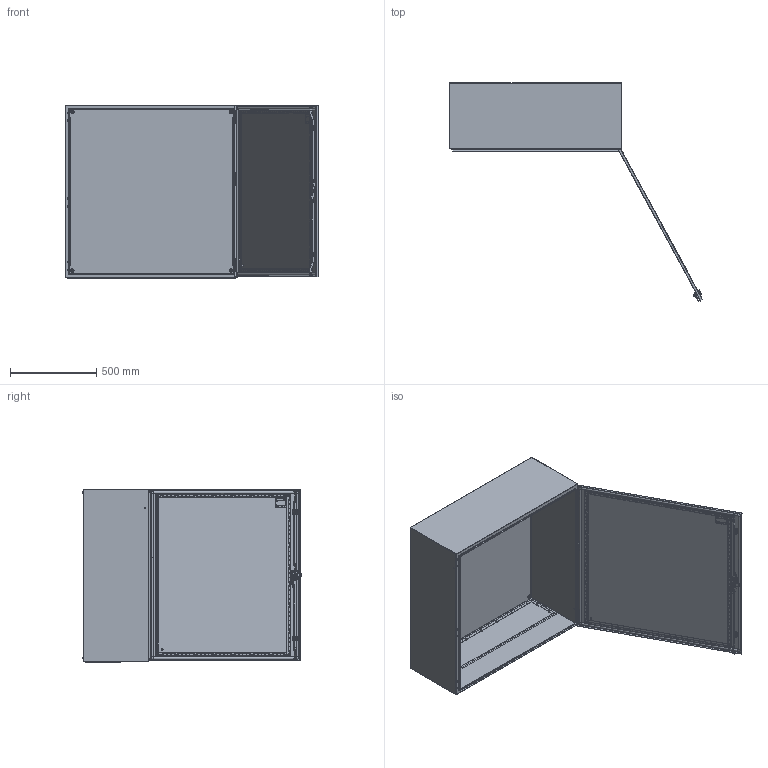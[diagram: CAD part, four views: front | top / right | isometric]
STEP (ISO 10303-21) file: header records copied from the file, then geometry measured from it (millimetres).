
FILE_DESCRIPTION(/* description */ ('Unknown'),/* implementation_level */ '2;1');
FILE_NAME(/* name */ 'GT 100-100-40',/* time_stamp */ '2020-05-06T15:31:10+02:00',/* author */ ('Unknown'),/* organization */ ('Unknown'),/* preprocessor_version */ 'ST-DEVELOPER v16.7',/* originating_system */ 'DEX',/* authorisation */ $);
FILE_SCHEMA (('AUTOMOTIVE_DESIGN {1 0 10303 214 3 1 1}'));
Products named in the file (11): Z這瞠nie58; GT 100-100-40; KOR_GT 100-100-40; Przepust; Zawias; Tuleja; Plyta; Nakretka M8; Zaslepka 6; Zaslepka 10.7; Drzwi
Assembly tree (26 placements, depth 3):
  Z這瞠nie58
    GT 100-100-40
      KOR_GT 100-100-40
      Przepust
      Zawias  x3
      Tuleja  x4
      Plyta
      Nakretka M8  x4
      Zaslepka 6  x6
      Zaslepka 10.7  x4
      Drzwi
Bounding box: 1468.94 x 1267.79 x 1008.44 mm (x, y, z)
Volume: 7592915.7 mm3; surface area: 10008394.2 mm2
Topology: 67 solids, 67 shells, 3420 faces, 8514 edges, 5527 vertices
Faces by surface type: plane 1812, cylinder 1216, bspline 135, torus 117, cone 92, sphere 48
Full cylindrical faces by diameter (mm): 0.4 x3, 3.1 x3, 3.2 x2, 3.5 x20, 3.8 x2, 3.95 x9, 4 x170, 4.134 x2, 4.4 x2, 4.5 x1, 4.8 x20, 4.9 x6, 4.917 x1, 5 x32, 5.5 x6, 6 x25, 6.1 x32, 6.2 x12, 6.6 x1, 6.647 x4, 7 x1, 7.2 x5, 7.8 x2, 8 x18, 8.4 x4, 9 x2, 10 x30, 10.2 x2, 11.38 x20, 12 x1
Entity records: 96128 total; most frequent: CARTESIAN_POINT 19983, DIRECTION 13320, ORIENTED_EDGE 12264, EDGE_CURVE 6132, AXIS2_PLACEMENT_3D 4839, VERTEX_POINT 4302, FACE_BOUND 4094, EDGE_LOOP 4091
